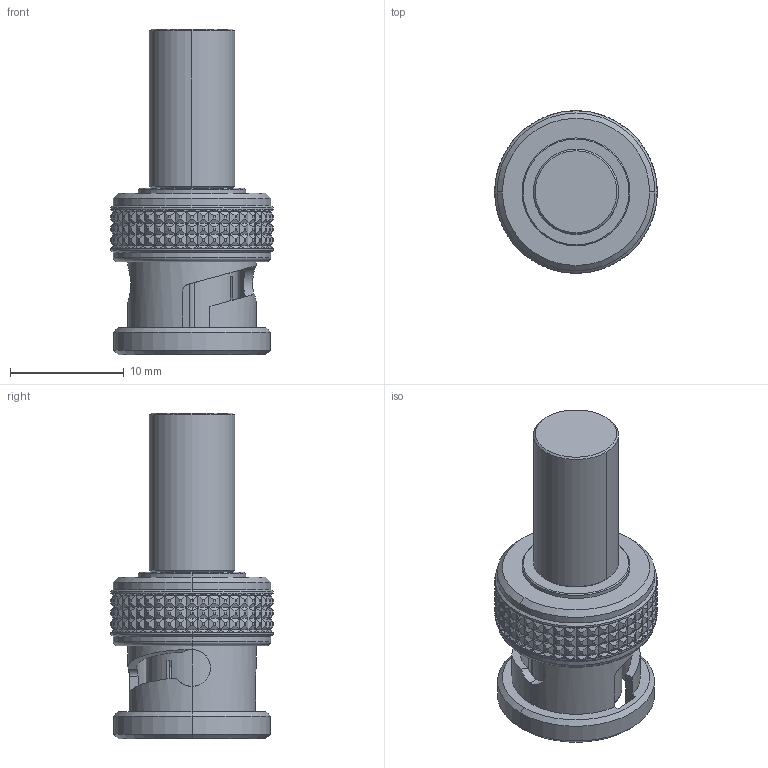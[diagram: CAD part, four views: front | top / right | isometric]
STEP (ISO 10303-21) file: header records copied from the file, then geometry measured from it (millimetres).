
FILE_DESCRIPTION (( 'STEP AP203' ), '1' );
FILE_NAME ('R142.085.702A.STEP', '2014-12-15T09:55:23', ( '' ), ( '' ), 'SwSTEP 2.0', 'SolidWorks 2014', '' );
FILE_SCHEMA (( 'CONFIG_CONTROL_DESIGN' ));
Length unit declared in the file: metre
Products named in the file (1): R142.085.702A
Bounding box: 14.3 x 14.3 x 28.68 mm (x, y, z)
Volume: 1968.5 mm3; surface area: 1829.4 mm2
Topology: 1 solids, 2 shells, 1126 faces, 2428 edges, 1309 vertices
Faces by surface type: plane 579, cone 349, cylinder 189, torus 9
Entity records: 30349 total; most frequent: CARTESIAN_POINT 7305, ORIENTED_EDGE 4852, DIRECTION 4647, EDGE_CURVE 2426, AXIS2_PLACEMENT_3D 1856, VERTEX_POINT 1309, EDGE_LOOP 1135, ADVANCED_FACE 1126
